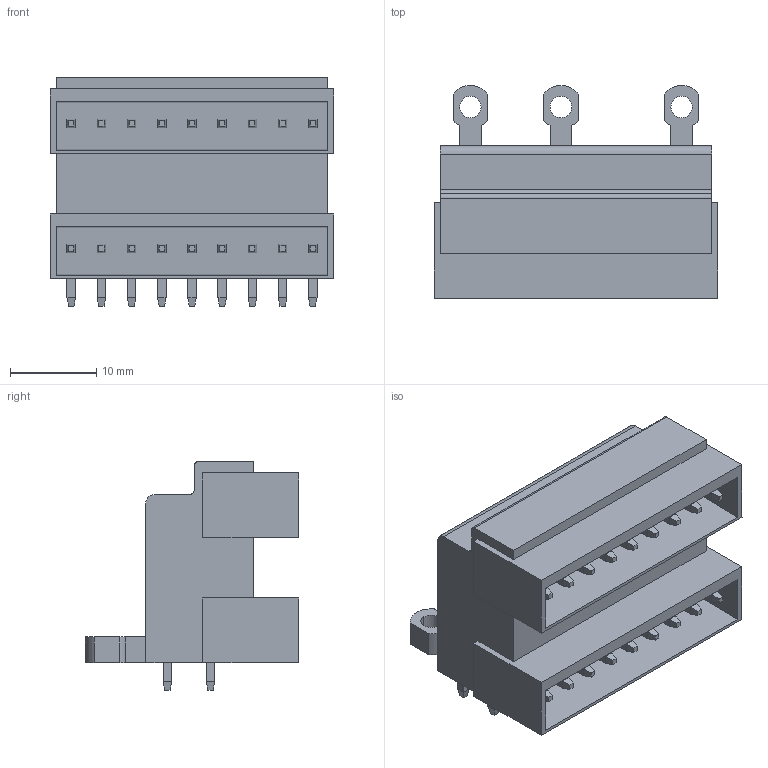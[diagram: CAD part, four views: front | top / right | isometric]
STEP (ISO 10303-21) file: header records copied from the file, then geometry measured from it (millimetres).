
FILE_DESCRIPTION(('CATIA V5 STEP Exchange','CAx-IF Rec.Pracs.--- Model Styling and Organization---1.2---2011-12-15'),'2;1');
FILE_NAME ('D1453948_0_1633650000_1633650000.stp','2018-11-10T08:45:19+00:00',('none'),('Weidmueller'),'CATIA Version 5-6 Release 2014','CATIA V5 STEP AP214','none');
FILE_SCHEMA(('AUTOMOTIVE_DESIGN { 1 0 10303 214 1 1 1 1 }'));
Length unit declared in the file: millimetre
Products named in the file (1): 1633650000
Bounding box: 32.9 x 24.7 x 26.5 mm (x, y, z)
Volume: 8728.1 mm3; surface area: 8072.5 mm2
Topology: 19 solids, 19 shells, 464 faces, 1128 edges, 704 vertices
Faces by surface type: plane 443, cylinder 21
Entity records: 11666 total; most frequent: ORIENTED_EDGE 2256, CARTESIAN_POINT 2164, DIRECTION 1358, EDGE_CURVE 1128, VECTOR 942, LINE 942, VERTEX_POINT 704, EDGE_LOOP 508
